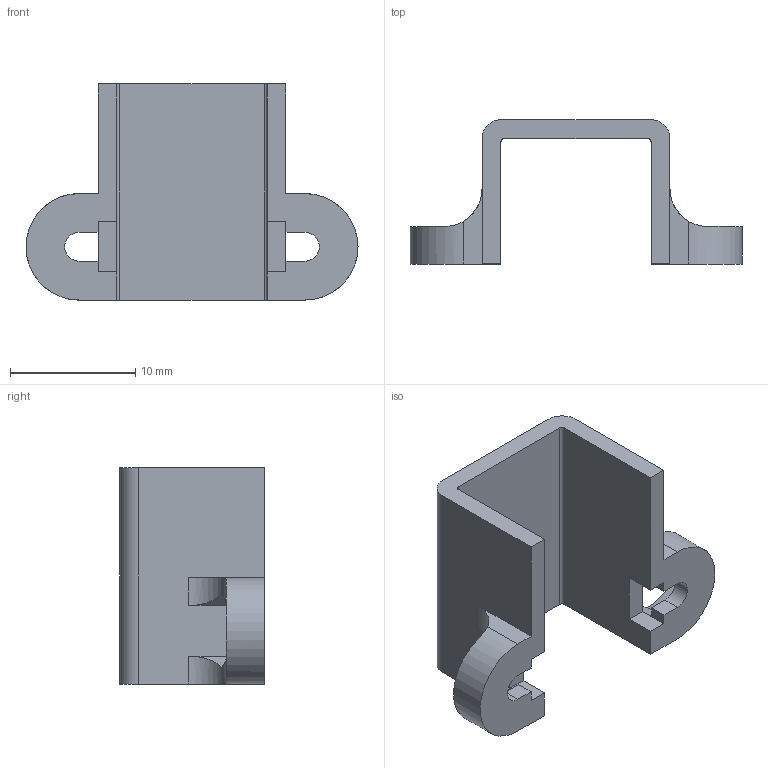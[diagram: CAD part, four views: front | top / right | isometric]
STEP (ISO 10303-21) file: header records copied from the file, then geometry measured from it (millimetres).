
FILE_DESCRIPTION (( 'STEP AP214' ), '1' );
FILE_NAME ('ME433_motor_bracket.STEP', '2022-02-05T20:35:30', ( '' ), ( '' ), 'SwSTEP 2.0', 'SolidWorks 2021', '' );
FILE_SCHEMA (( 'AUTOMOTIVE_DESIGN' ));
Length unit declared in the file: millimetre
Products named in the file (1): ME433_motor_bracket
Bounding box: 26.5 x 11.5 x 17.25 mm (x, y, z)
Volume: 1047.8 mm3; surface area: 1591.8 mm2
Topology: 1 solids, 1 shells, 54 faces, 164 edges, 108 vertices
Faces by surface type: plane 40, cylinder 14
Entity records: 1874 total; most frequent: CARTESIAN_POINT 371, ORIENTED_EDGE 328, DIRECTION 286, EDGE_CURVE 164, LINE 128, VECTOR 128, VERTEX_POINT 108, AXIS2_PLACEMENT_3D 79
